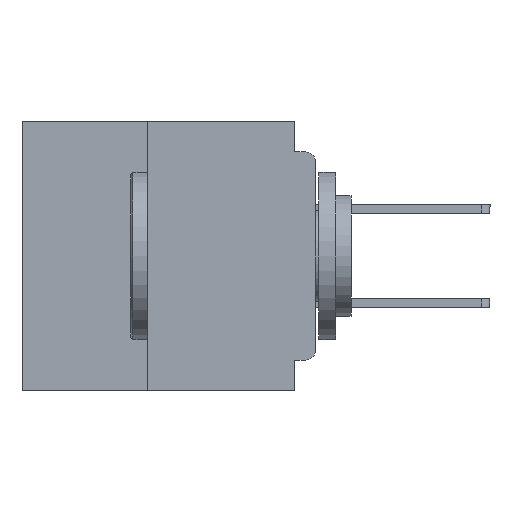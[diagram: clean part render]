
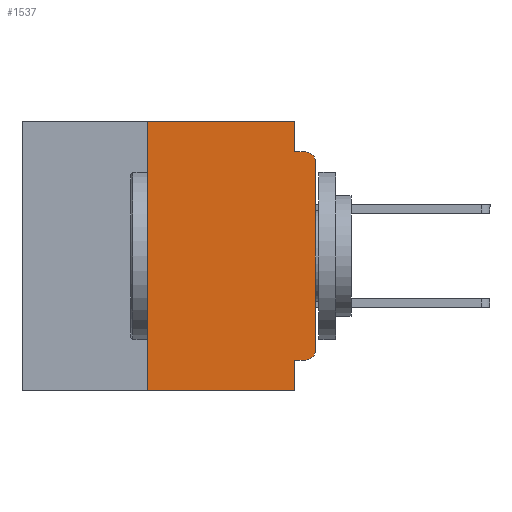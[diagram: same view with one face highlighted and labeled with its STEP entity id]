
A CAD part, left-side view. The second image highlights one B-rep face of the part: STEP entity #1537.
In plain terms, the highlighted planar face has unit normal (-1, 0, 0).
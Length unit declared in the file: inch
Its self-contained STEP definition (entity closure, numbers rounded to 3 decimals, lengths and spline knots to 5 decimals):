
#230 = CARTESIAN_POINT ( 'NONE',  ( 0., 0., -0.34 ) ) ;
#408 = CARTESIAN_POINT ( 'NONE',  ( 0., 0.25, -0.4 ) ) ;
#1451 = EDGE_CURVE ( 'NONE', #53327, #10007, #51475, .T. ) ;
#1537 = ADVANCED_FACE ( 'NONE', ( #14936 ), #26223, .F. ) ;
#1979 = DIRECTION ( 'NONE',  ( 0., 0., -1. ) ) ;
#3053 = LINE ( 'NONE', #36893, #15857 ) ;
#4439 = DIRECTION ( 'NONE',  ( 0., 0., 1. ) ) ;
#4664 = VERTEX_POINT ( 'NONE', #11460 ) ;
#5116 = CARTESIAN_POINT ( 'NONE',  ( 0., 0., -0.06 ) ) ;
#6850 = CARTESIAN_POINT ( 'NONE',  ( 0., 0.015, -0.045 ) ) ;
#8051 = CARTESIAN_POINT ( 'NONE',  ( 0., 0.437, 0. ) ) ;
#8531 = VECTOR ( 'NONE', #4439, 39.37008 ) ;
#10007 = VERTEX_POINT ( 'NONE', #6850 ) ;
#11143 = EDGE_CURVE ( 'NONE', #41977, #21055, #3053, .T. ) ;
#11397 = CIRCLE ( 'NONE', #49055, 0.015 ) ;
#11415 = DIRECTION ( 'NONE',  ( 0., 1., 0. ) ) ;
#11460 = CARTESIAN_POINT ( 'NONE',  ( 0., 0.25, 0. ) ) ;
#11917 = EDGE_CURVE ( 'NONE', #36923, #24153, #44952, .T. ) ;
#13268 = EDGE_LOOP ( 'NONE', ( #48299, #17115, #39034, #23826, #43056, #48402, #43739, #25213, #29202, #19278 ) ) ;
#13642 = VECTOR ( 'NONE', #52852, 39.37008 ) ;
#14916 = VERTEX_POINT ( 'NONE', #408 ) ;
#14936 = FACE_OUTER_BOUND ( 'NONE', #13268, .T. ) ;
#15102 = AXIS2_PLACEMENT_3D ( 'NONE', #28161, #26042, #25973 ) ;
#15248 = CARTESIAN_POINT ( 'NONE',  ( 0., 0.031, -0.4 ) ) ;
#15857 = VECTOR ( 'NONE', #11415, 39.37008 ) ;
#16504 = DIRECTION ( 'NONE',  ( 0., -1., 0. ) ) ;
#17109 = LINE ( 'NONE', #8051, #25731 ) ;
#17115 = ORIENTED_EDGE ( 'NONE', *, *, #23677, .T. ) ;
#17629 = VECTOR ( 'NONE', #40446, 39.37008 ) ;
#17677 = DIRECTION ( 'NONE',  ( 0., -1., 0. ) ) ;
#17921 = VECTOR ( 'NONE', #29251, 39.37008 ) ;
#19278 = ORIENTED_EDGE ( 'NONE', *, *, #50311, .T. ) ;
#19429 = CARTESIAN_POINT ( 'NONE',  ( 0., 0.015, -0.34 ) ) ;
#19948 = LINE ( 'NONE', #30018, #8531 ) ;
#20723 = EDGE_CURVE ( 'NONE', #44556, #53327, #51770, .T. ) ;
#21055 = VERTEX_POINT ( 'NONE', #52585 ) ;
#23676 = DIRECTION ( 'NONE',  ( 0., 0., -1. ) ) ;
#23677 = EDGE_CURVE ( 'NONE', #24153, #10007, #54099, .T. ) ;
#23826 = ORIENTED_EDGE ( 'NONE', *, *, #20723, .F. ) ;
#24153 = VERTEX_POINT ( 'NONE', #5116 ) ;
#24628 = EDGE_CURVE ( 'NONE', #14916, #37899, #42724, .T. ) ;
#24986 = CARTESIAN_POINT ( 'NONE',  ( 0., 0.031, 0. ) ) ;
#25213 = ORIENTED_EDGE ( 'NONE', *, *, #54080, .F. ) ;
#25731 = VECTOR ( 'NONE', #16504, 39.37008 ) ;
#25973 = DIRECTION ( 'NONE',  ( 0., 0., -1. ) ) ;
#26042 = DIRECTION ( 'NONE',  ( 1., 0., 0. ) ) ;
#26218 = CARTESIAN_POINT ( 'NONE',  ( 0., 0.437, -0.4 ) ) ;
#26223 = PLANE ( 'NONE',  #15102 ) ;
#27481 = EDGE_CURVE ( 'NONE', #14916, #4664, #19948, .T. ) ;
#27613 = DIRECTION ( 'NONE',  ( -1., 0., 0. ) ) ;
#28161 = CARTESIAN_POINT ( 'NONE',  ( 0., 0.437, 0. ) ) ;
#28860 = EDGE_CURVE ( 'NONE', #4664, #44556, #17109, .T. ) ;
#29202 = ORIENTED_EDGE ( 'NONE', *, *, #11143, .F. ) ;
#29251 = DIRECTION ( 'NONE',  ( 0., 0., -1. ) ) ;
#30018 = CARTESIAN_POINT ( 'NONE',  ( 0., 0.25, -0.4 ) ) ;
#30927 = CARTESIAN_POINT ( 'NONE',  ( 0., 0.015, -0.355 ) ) ;
#33087 = CARTESIAN_POINT ( 'NONE',  ( 0., 0., 0. ) ) ;
#35498 = CARTESIAN_POINT ( 'NONE',  ( 0., 0.031, -0.045 ) ) ;
#36893 = CARTESIAN_POINT ( 'NONE',  ( 0., 0., -0.355 ) ) ;
#36923 = VERTEX_POINT ( 'NONE', #230 ) ;
#37899 = VERTEX_POINT ( 'NONE', #15248 ) ;
#39034 = ORIENTED_EDGE ( 'NONE', *, *, #1451, .F. ) ;
#40446 = DIRECTION ( 'NONE',  ( 0., -1., 0. ) ) ;
#41319 = CARTESIAN_POINT ( 'NONE',  ( 0., 0., -0.045 ) ) ;
#41415 = VECTOR ( 'NONE', #17677, 39.37008 ) ;
#41977 = VERTEX_POINT ( 'NONE', #30927 ) ;
#42349 = CARTESIAN_POINT ( 'NONE',  ( 0., 0.031, 0. ) ) ;
#42724 = LINE ( 'NONE', #26218, #41415 ) ;
#43056 = ORIENTED_EDGE ( 'NONE', *, *, #28860, .F. ) ;
#43739 = ORIENTED_EDGE ( 'NONE', *, *, #24628, .T. ) ;
#44152 = AXIS2_PLACEMENT_3D ( 'NONE', #52979, #27613, #1979 ) ;
#44556 = VERTEX_POINT ( 'NONE', #42349 ) ;
#44952 = LINE ( 'NONE', #33087, #54897 ) ;
#46166 = LINE ( 'NONE', #48606, #13642 ) ;
#48299 = ORIENTED_EDGE ( 'NONE', *, *, #11917, .T. ) ;
#48402 = ORIENTED_EDGE ( 'NONE', *, *, #27481, .F. ) ;
#48606 = CARTESIAN_POINT ( 'NONE',  ( 0., 0.031, -0.4 ) ) ;
#49055 = AXIS2_PLACEMENT_3D ( 'NONE', #19429, #49066, #23676 ) ;
#49066 = DIRECTION ( 'NONE',  ( -1., 0., 0. ) ) ;
#50173 = DIRECTION ( 'NONE',  ( 0., 0., 1. ) ) ;
#50311 = EDGE_CURVE ( 'NONE', #41977, #36923, #11397, .T. ) ;
#51475 = LINE ( 'NONE', #41319, #17629 ) ;
#51770 = LINE ( 'NONE', #24986, #17921 ) ;
#52585 = CARTESIAN_POINT ( 'NONE',  ( 0., 0.031, -0.355 ) ) ;
#52852 = DIRECTION ( 'NONE',  ( 0., 0., -1. ) ) ;
#52979 = CARTESIAN_POINT ( 'NONE',  ( 0., 0.015, -0.06 ) ) ;
#53327 = VERTEX_POINT ( 'NONE', #35498 ) ;
#54080 = EDGE_CURVE ( 'NONE', #21055, #37899, #46166, .T. ) ;
#54099 = CIRCLE ( 'NONE', #44152, 0.015 ) ;
#54897 = VECTOR ( 'NONE', #50173, 39.37008 ) ;
